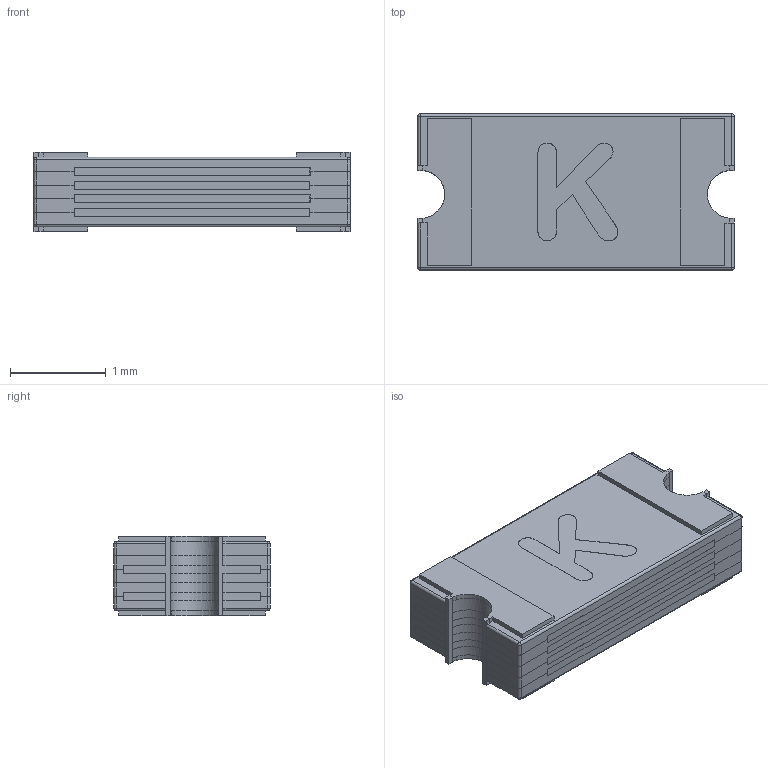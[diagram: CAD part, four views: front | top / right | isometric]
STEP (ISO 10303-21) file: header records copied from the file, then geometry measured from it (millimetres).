
FILE_DESCRIPTION(/* description */ (''),/* implementation_level */ '2;1');
FILE_NAME(/* name */ 'Fuse Littelfuse 1206L150THWR.stp',/* time_stamp */ '2019-10-28T06:50:41+01:00',/* author */ ('Bernd das Brot'),/* organization */ (''),/* preprocessor_version */ 'ST-DEVELOPER v18',/* originating_system */ 'Autodesk Inventor 2020',/* authorisation */ '');
FILE_SCHEMA (('AUTOMOTIVE_DESIGN { 1 0 10303 214 3 1 1 }'));
Length unit declared in the file: millimetre
Products named in the file (1): Fuse Littelfuse 1206L150THWR
Bounding box: 3.3 x 1.63 x 0.82 mm (x, y, z)
Volume: 3.9 mm3; surface area: 99.7 mm2
Topology: 13 solids, 13 shells, 404 faces, 1086 edges, 708 vertices
Faces by surface type: plane 318, cylinder 56, bspline 22, sphere 8
Entity records: 12991 total; most frequent: CARTESIAN_POINT 2485, ORIENTED_EDGE 2172, DIRECTION 1922, EDGE_CURVE 1086, LINE 928, VECTOR 928, VERTEX_POINT 708, AXIS2_PLACEMENT_3D 497
